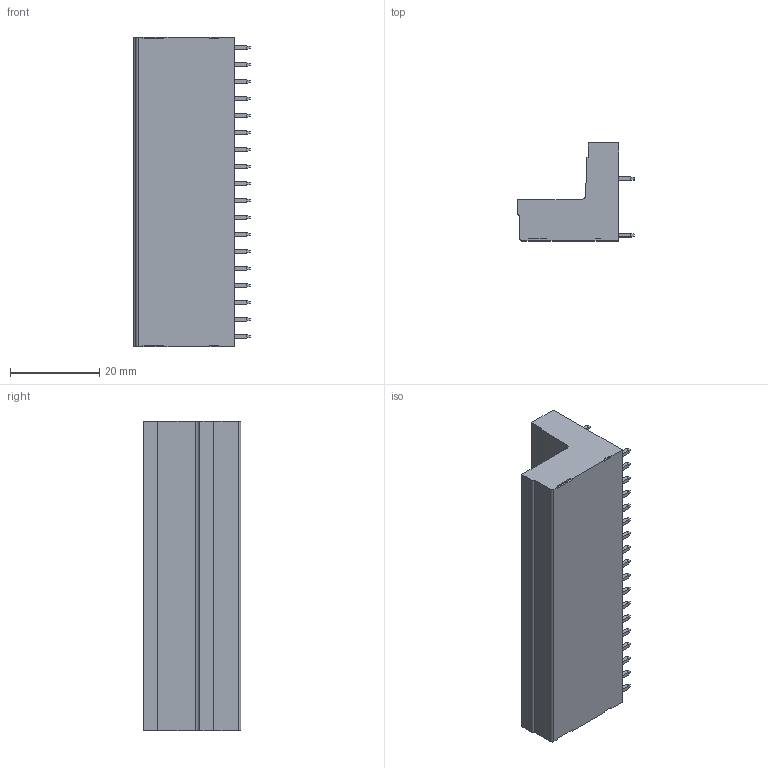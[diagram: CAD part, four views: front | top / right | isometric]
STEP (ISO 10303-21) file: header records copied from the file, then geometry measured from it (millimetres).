
FILE_DESCRIPTION((''),'2;1');
FILE_NAME('TLPHDC-105R-1','2024-09-23T16:08:22',('sheji109'),(''),'CREO PARAMETRIC BY PTC INC, 2018100','CREO PARAMETRIC BY PTC INC, 2018100','');
FILE_SCHEMA(('CONFIG_CONTROL_DESIGN'));
Products named in the file (1): TLPHDC-105R-1
Bounding box: 26.2 x 21.9 x 69.37 mm (x, y, z)
Volume: 16011.8 mm3; surface area: 17044 mm2
Topology: 1 solids, 1 shells, 3065 faces, 8304 edges, 5314 vertices
Faces by surface type: plane 2486, cylinder 525, cone 36, sphere 18
Entity records: 95057 total; most frequent: CARTESIAN_POINT 17460, ORIENTED_EDGE 16572, DIRECTION 15409, EDGE_CURVE 8286, VECTOR 6931, LINE 6931, VERTEX_POINT 5314, AXIS2_PLACEMENT_3D 4239
